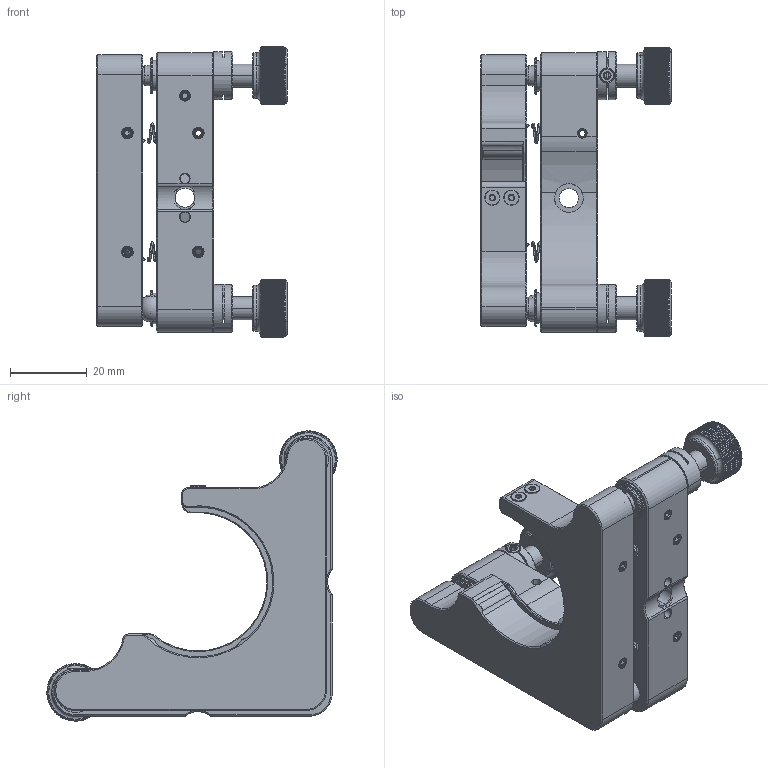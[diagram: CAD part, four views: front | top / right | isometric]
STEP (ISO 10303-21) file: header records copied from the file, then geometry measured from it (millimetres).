
FILE_DESCRIPTION (( 'STEP AP214' ), '1' );
FILE_NAME ('JC版，2.1.13.11，OMC-1.5R-2，1.5英寸C型开口反射调整架，右手，2轴.STEP', '2025-02-06T08:05:27', ( '' ), ( '' ), 'SwSTEP 2.0', 'SolidWorks 2023', '' );
FILE_SCHEMA (( 'AUTOMOTIVE_DESIGN' ));
Length unit declared in the file: millimetre
Products named in the file (1): JC版，2.1.13.11，OMC-1.5R-2，1.5英寸C型开口反射调整架，右手，2轴
Bounding box: 49.7 x 75.75 x 75.75 mm (x, y, z)
Surface area: 23839.8 mm2 (no closed solid volume)
Topology: 0 solids, 52 shells, 1021 faces, 2900 edges, 1893 vertices
Faces by surface type: plane 484, cylinder 312, cone 160, torus 40, bspline 19, sphere 6
Entity records: 43333 total; most frequent: CARTESIAN_POINT 17820, ORIENTED_EDGE 5376, DIRECTION 5086, EDGE_CURVE 2883, AXIS2_PLACEMENT_3D 1984, VERTEX_POINT 1884, VECTOR 1118, LINE 1118
